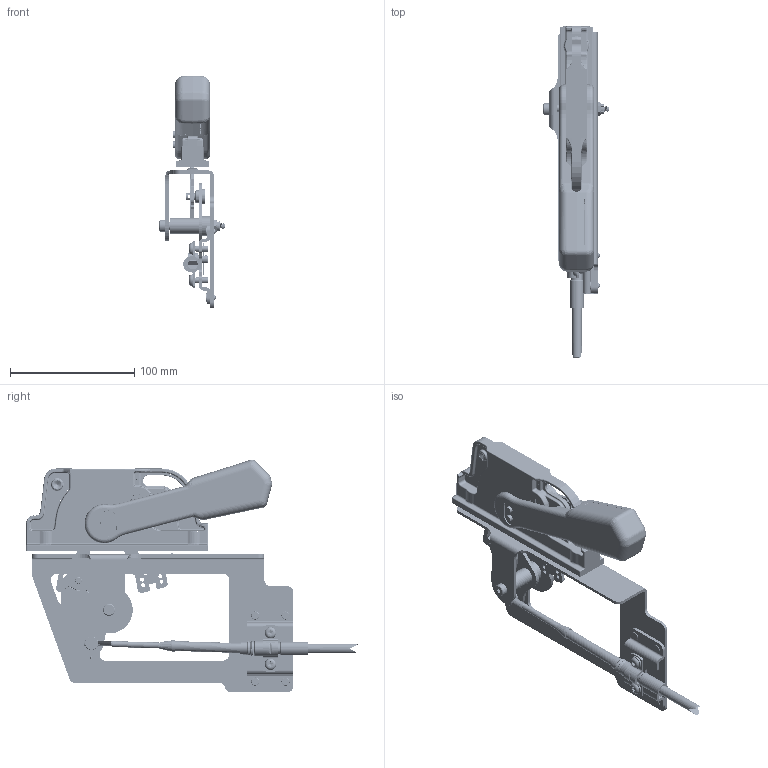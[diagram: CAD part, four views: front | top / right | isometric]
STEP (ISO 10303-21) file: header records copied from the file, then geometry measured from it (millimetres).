
FILE_DESCRIPTION((''),'2;1');
FILE_NAME('2TSE730003P1041','2017-03-08T',('USLAWIL2'),(''),'CREO PARAMETRIC BY PTC INC, 2015290','CREO PARAMETRIC BY PTC INC, 2015290','');
FILE_SCHEMA(('CONFIG_CONTROL_DESIGN'));
Products named in the file (1): 2TSE730003P1041
Bounding box: 52.4 x 267.4 x 187.57 mm (x, y, z)
Surface area: 145016.8 mm2 (no closed solid volume)
Topology: 0 solids, 1858 shells, 1858 faces, 9311 edges, 9301 vertices
Faces by surface type: cylinder 588, plane 544, bspline 208, torus 195, extrusion 163, cone 141, sphere 19
Entity records: 120315 total; most frequent: CARTESIAN_POINT 54017, DIRECTION 11475, VERTEX_POINT 9301, ORIENTED_EDGE 9301, EDGE_CURVE 9301, VECTOR 4417, LINE 4254, AXIS2_PLACEMENT_3D 3529
